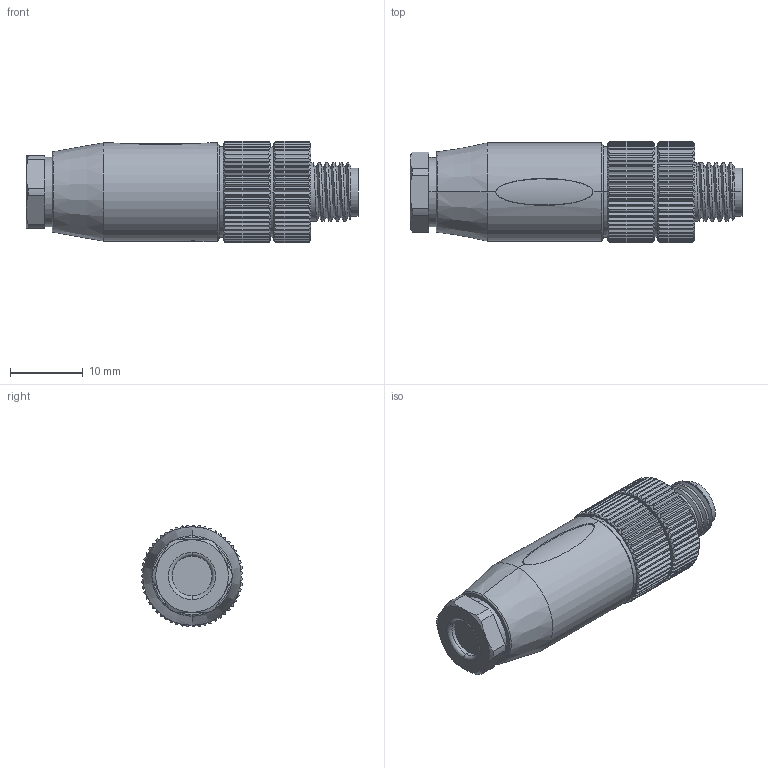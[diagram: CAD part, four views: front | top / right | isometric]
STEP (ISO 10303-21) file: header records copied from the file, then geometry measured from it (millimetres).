
FILE_DESCRIPTION((''),'2;1');
FILE_NAME('234960_ASM','2023-06-02T12:40:12',('banengservice'),('BANNER ENGINEERING'),'CREO PARAMETRIC BY PTC INC, 2022414','CREO PARAMETRIC BY PTC INC, 2022414','');
FILE_SCHEMA(('CONFIG_CONTROL_DESIGN'));
Length unit declared in the file: millimetre
Products named in the file (2): 234960_EP01; 234960_ASM
Assembly tree (1 placements, depth 2):
  234960_ASM
    234960_EP01
Bounding box: 45.65 x 13.99 x 14 mm (x, y, z)
Volume: 5377.9 mm3; surface area: 2926.1 mm2
Topology: 1 solids, 10 shells, 741 faces, 1870 edges, 1169 vertices
Faces by surface type: plane 280, cone 248, cylinder 175, bspline 34, torus 4
Entity records: 26912 total; most frequent: CARTESIAN_POINT 9755, ORIENTED_EDGE 3740, DIRECTION 3382, EDGE_CURVE 1870, AXIS2_PLACEMENT_3D 1337, VERTEX_POINT 1169, EDGE_LOOP 763, FACE_OUTER_BOUND 741
